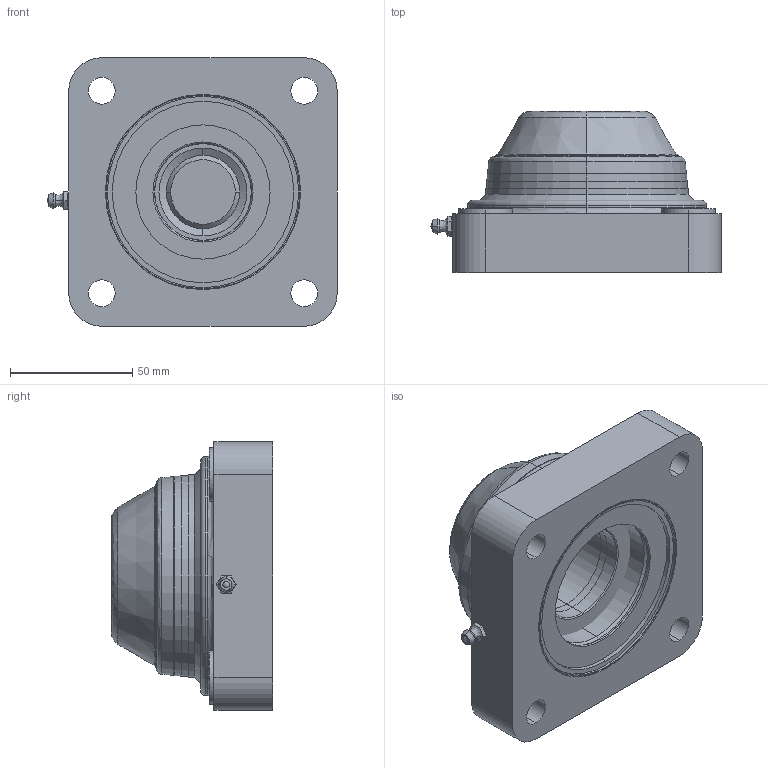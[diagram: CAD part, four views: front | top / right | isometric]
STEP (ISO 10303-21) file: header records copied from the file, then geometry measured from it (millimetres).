
FILE_DESCRIPTION (( 'STEP AP214' ), '1' );
FILE_NAME ('Rexnord-UCF-C - SUCF-C - HCF-C - SHCF-C-SUCF 208 C- 61819.step', '2019-01-23T16:19:20', ( '' ), ( '' ), 'SwSTEP 2.0', 'SolidWorks 2018', '' );
FILE_SCHEMA (( 'AUTOMOTIVE_DESIGN' ));
Length unit declared in the file: millimetre
Products named in the file (5): NIPPLE; Rexnord-UCF-C - SUCF-C - HCF-C - SHCF-C-SUCF 208 C- 61819; CAP_40 CLOSE; HUB; BEARING
Assembly tree (4 placements, depth 2):
  Rexnord-UCF-C - SUCF-C - HCF-C - SHCF-C-SUCF 208 C- 61819
    HUB
    BEARING
    CAP_40 CLOSE
    NIPPLE
Bounding box: 119 x 66 x 110 mm (x, y, z)
Volume: 337989.3 mm3; surface area: 97803.4 mm2
Topology: 5 solids, 6 shells, 228 faces, 541 edges, 346 vertices
Faces by surface type: cylinder 79, plane 64, cone 52, bspline 17, torus 16
Entity records: 8689 total; most frequent: CARTESIAN_POINT 1985, DIRECTION 1211, ORIENTED_EDGE 1082, EDGE_CURVE 541, AXIS2_PLACEMENT_3D 512, VERTEX_POINT 346, CIRCLE 294, EDGE_LOOP 265
